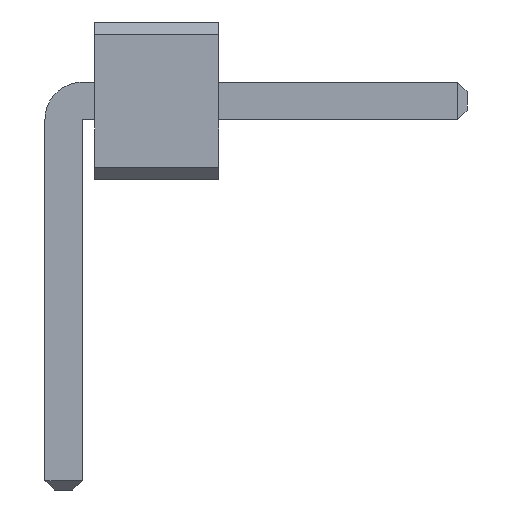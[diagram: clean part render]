
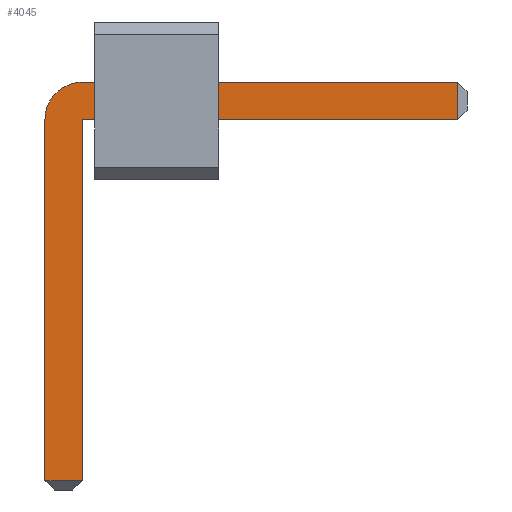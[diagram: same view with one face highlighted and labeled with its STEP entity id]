
A CAD part, front view. The second image highlights one B-rep face of the part: STEP entity #4045.
In plain terms, the highlighted planar face has unit normal (0, -1, 0).
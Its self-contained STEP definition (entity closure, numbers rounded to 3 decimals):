
#13=DIRECTION('',(0.,0.,1.));
#1822=VECTOR('',#13,1.);
#3816=DIRECTION('',(0.,0.,-1.));
#3848=VECTOR('',#3849,1.);
#3849=DIRECTION('',(1.,0.,0.));
#3855=VECTOR('',#3816,1.);
#3862=VECTOR('',#3863,1.);
#3863=DIRECTION('',(-1.,0.,0.));
#3884=DIRECTION('',(-0.,1.,0.));
#3888=DIRECTION('',(0.,1.,0.));
#3889=DIRECTION('',(0.,0.,1.));
#3896=VERTEX_POINT('',#3897);
#3897=CARTESIAN_POINT('',(0.15,-30.15,0.785));
#3899=ORIENTED_EDGE('',*,*,#3900,.T.);
#3900=EDGE_CURVE('',#3896,#3901,#3903,.T.);
#3901=VERTEX_POINT('',#3902);
#3902=CARTESIAN_POINT('',(3.175,-30.15,0.785));
#3903=LINE('',#3904,#3848);
#3904=CARTESIAN_POINT('',(-0.15,-30.15,0.785));
#3941=EDGE_CURVE('',#3942,#3896,#3944,.T.);
#3942=VERTEX_POINT('',#3943);
#3943=CARTESIAN_POINT('',(-0.15,-30.15,0.485));
#3944=CIRCLE('',#3945,0.3);
#3945=AXIS2_PLACEMENT_3D('',#3946,#3884,#3816);
#3946=CARTESIAN_POINT('',(0.15,-30.15,0.485));
#3958=VERTEX_POINT('',#3959);
#3959=CARTESIAN_POINT('',(3.175,-30.15,0.485));
#3961=ORIENTED_EDGE('',*,*,#3962,.T.);
#3962=EDGE_CURVE('',#3958,#3963,#3964,.T.);
#3963=VERTEX_POINT('',#3946);
#3964=LINE('',#3965,#3862);
#3965=CARTESIAN_POINT('',(3.25,-30.15,0.485));
#3977=VERTEX_POINT('',#3978);
#3978=CARTESIAN_POINT('',(-0.15,-30.15,-2.425));
#3980=ORIENTED_EDGE('',*,*,#3981,.T.);
#3981=EDGE_CURVE('',#3977,#3942,#3982,.T.);
#3982=LINE('',#3983,#1822);
#3983=CARTESIAN_POINT('',(-0.15,-30.15,-2.5));
#3991=ORIENTED_EDGE('',*,*,#3992,.T.);
#3992=EDGE_CURVE('',#3963,#3993,#3995,.T.);
#3993=VERTEX_POINT('',#3994);
#3994=CARTESIAN_POINT('',(0.15,-30.15,-2.425));
#3995=LINE('',#3946,#3855);
#4045=ADVANCED_FACE('',(#4046),#4055,.F.);
#4046=FACE_BOUND('',#4047,.F.);
#4047=EDGE_LOOP('',(#3899,#4048,#3961,#3991,#4051,#3980,#4054));
#4048=ORIENTED_EDGE('',*,*,#4049,.T.);
#4049=EDGE_CURVE('',#3901,#3958,#4050,.T.);
#4050=LINE('',#3902,#3855);
#4051=ORIENTED_EDGE('',*,*,#4052,.T.);
#4052=EDGE_CURVE('',#3993,#3977,#4053,.T.);
#4053=LINE('',#3994,#3862);
#4054=ORIENTED_EDGE('',*,*,#3941,.T.);
#4055=PLANE('',#4056);
#4056=AXIS2_PLACEMENT_3D('',#4057,#3888,#3889);
#4057=CARTESIAN_POINT('',(0.858,-30.15,-0.165));
